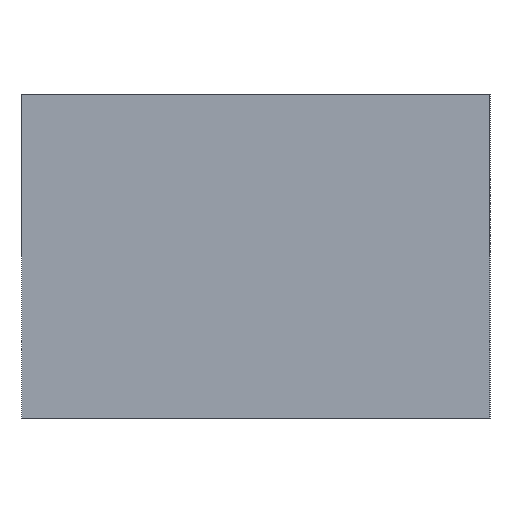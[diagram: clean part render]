
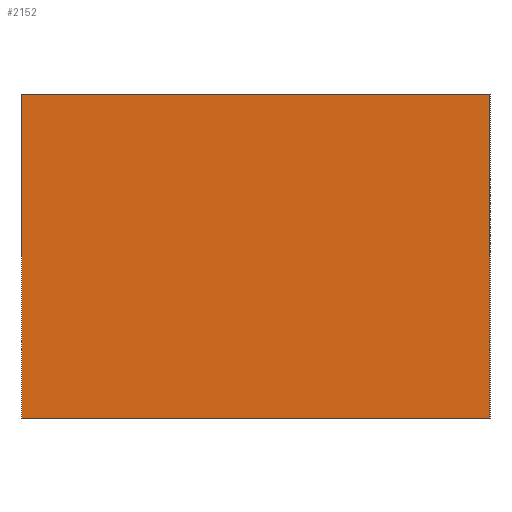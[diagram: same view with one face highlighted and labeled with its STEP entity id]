
A CAD part, left-side view. The second image highlights one B-rep face of the part: STEP entity #2152.
In plain terms, the highlighted planar face has unit normal (-1, 0, 0).
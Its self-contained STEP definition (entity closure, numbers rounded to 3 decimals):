
#23 = ORIENTED_EDGE ( 'NONE', *, *, #745, .F. ) ;
#27 = VERTEX_POINT ( 'NONE', #1823 ) ;
#263 = LINE ( 'NONE', #2236, #1077 ) ;
#308 = VERTEX_POINT ( 'NONE', #2046 ) ;
#375 = EDGE_LOOP ( 'NONE', ( #951, #23, #1686, #839 ) ) ;
#382 = VECTOR ( 'NONE', #496, 1000. ) ;
#490 = CARTESIAN_POINT ( 'NONE',  ( -2., 20., 18. ) ) ;
#496 = DIRECTION ( 'NONE',  ( 0., 1., 0. ) ) ;
#513 = EDGE_CURVE ( 'NONE', #27, #809, #942, .T. ) ;
#718 = DIRECTION ( 'NONE',  ( 0., 0., 1. ) ) ;
#727 = CARTESIAN_POINT ( 'NONE',  ( -2., 0., 0. ) ) ;
#745 = EDGE_CURVE ( 'NONE', #308, #809, #263, .T. ) ;
#809 = VERTEX_POINT ( 'NONE', #2051 ) ;
#810 = DIRECTION ( 'NONE',  ( 0., 0., -1. ) ) ;
#839 = ORIENTED_EDGE ( 'NONE', *, *, #1023, .T. ) ;
#878 = LINE ( 'NONE', #490, #382 ) ;
#891 = VECTOR ( 'NONE', #2321, 1000. ) ;
#941 = LINE ( 'NONE', #1959, #891 ) ;
#942 = LINE ( 'NONE', #1512, #2323 ) ;
#951 = ORIENTED_EDGE ( 'NONE', *, *, #513, .T. ) ;
#1023 = EDGE_CURVE ( 'NONE', #1974, #27, #941, .T. ) ;
#1077 = VECTOR ( 'NONE', #810, 1000. ) ;
#1184 = DIRECTION ( 'NONE',  ( 0., -1., 0. ) ) ;
#1419 = AXIS2_PLACEMENT_3D ( 'NONE', #727, #1970, #718 ) ;
#1494 = FACE_OUTER_BOUND ( 'NONE', #375, .T. ) ;
#1512 = CARTESIAN_POINT ( 'NONE',  ( -2., 20., 0. ) ) ;
#1531 = CARTESIAN_POINT ( 'NONE',  ( -2., 20., 18. ) ) ;
#1686 = ORIENTED_EDGE ( 'NONE', *, *, #1895, .T. ) ;
#1786 = PLANE ( 'NONE',  #1419 ) ;
#1823 = CARTESIAN_POINT ( 'NONE',  ( -2., 20., 0. ) ) ;
#1895 = EDGE_CURVE ( 'NONE', #308, #1974, #878, .T. ) ;
#1959 = CARTESIAN_POINT ( 'NONE',  ( -2., 20., 0. ) ) ;
#1970 = DIRECTION ( 'NONE',  ( -1., 0., 0. ) ) ;
#1974 = VERTEX_POINT ( 'NONE', #1531 ) ;
#2046 = CARTESIAN_POINT ( 'NONE',  ( -2., -6., 18. ) ) ;
#2051 = CARTESIAN_POINT ( 'NONE',  ( -2., -6., 0. ) ) ;
#2152 = ADVANCED_FACE ( 'NONE', ( #1494 ), #1786, .T. ) ;
#2236 = CARTESIAN_POINT ( 'NONE',  ( -2., -6., 18. ) ) ;
#2321 = DIRECTION ( 'NONE',  ( 0., 0., -1. ) ) ;
#2323 = VECTOR ( 'NONE', #1184, 1000. ) ;
